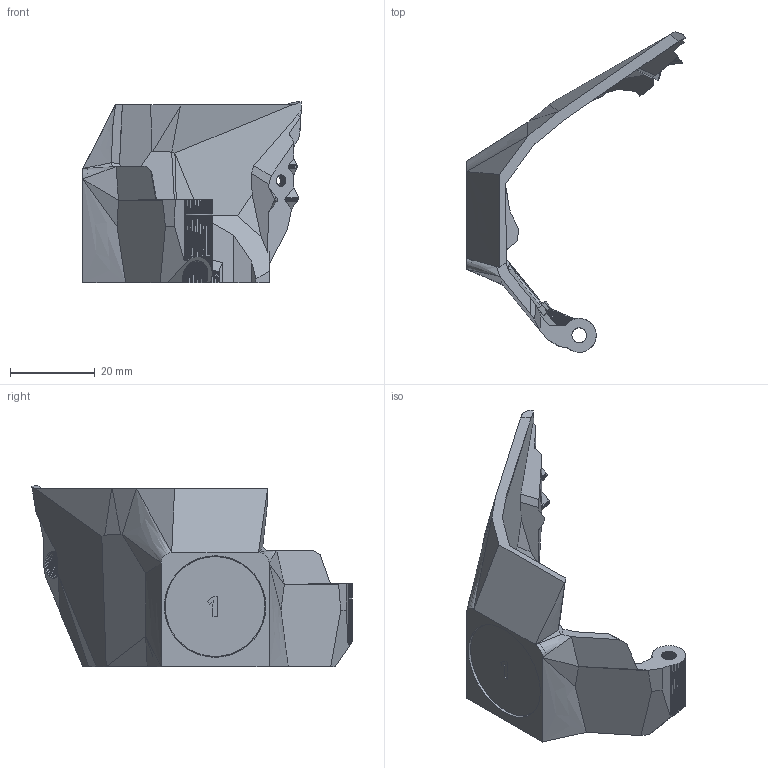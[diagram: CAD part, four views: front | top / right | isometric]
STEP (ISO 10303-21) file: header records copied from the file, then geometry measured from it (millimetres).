
FILE_DESCRIPTION(/* description */ ('STEP AP242','CAx-IF Rec.Pracs.---Representation and Presentation of Product Manufacturing Information (PMI)---4.0---2014-10-13','CAx-IF Rec.Pracs.---3D Tessellated Geometry---0.4---2014-09-14','2;1'),/* implementation_level */ '2;1');
FILE_NAME(/* name */ '657955237c8b120132c014c7',/* time_stamp */ '2023-12-13T06:54:29Z',/* author */ (''),/* organization */ (''),/* preprocessor_version */ 'ST-DEVELOPER v19.4',/* originating_system */ ' ',/* authorisation */ ' ');
FILE_SCHEMA (('AP242_MANAGED_MODEL_BASED_3D_ENGINEERING_MIM_LF { 1 0 10303 442 1 1 4 }'));
Length unit declared in the file: metre
Products named in the file (2): Cover; Support
Bounding box: 51.7 x 75.73 x 42.82 mm (x, y, z)
Volume: 12391.1 mm3; surface area: 12811.1 mm2
Topology: 2 solids, 2 shells, 2087 faces, 3719 edges, 1634 vertices
Faces by surface type: plane 2069, bspline 12, cylinder 6
Full cylindrical faces by diameter (mm): 23.6 x1, 24 x1
Entity records: 46263 total; most frequent: DIRECTION 7877, CARTESIAN_POINT 7708, ORIENTED_EDGE 7428, EDGE_CURVE 3714, LINE 3637, VECTOR 3637, AXIS2_PLACEMENT_3D 2120, EDGE_LOOP 2103
